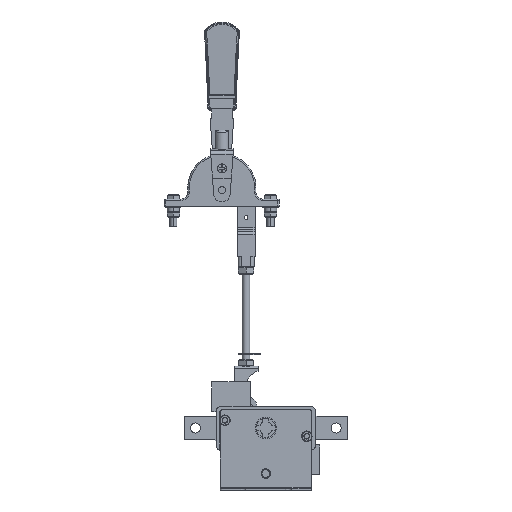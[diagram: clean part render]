
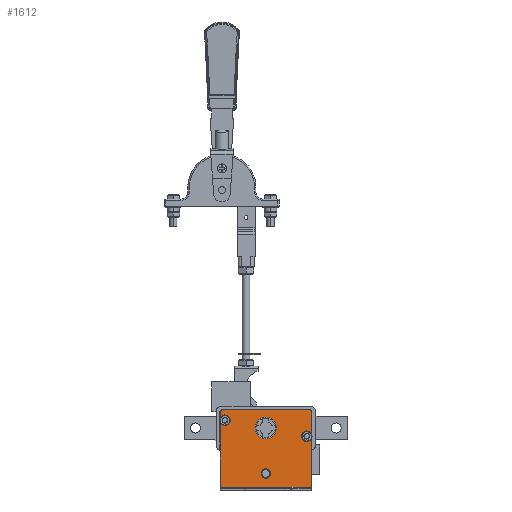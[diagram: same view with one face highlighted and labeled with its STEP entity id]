
A CAD part, left-side view. The second image highlights one B-rep face of the part: STEP entity #1612.
In plain terms, the highlighted planar face has unit normal (-1, 0, 0).
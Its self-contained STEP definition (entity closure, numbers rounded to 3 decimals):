
#102 = EDGE_CURVE ( 'NONE', #31607, #946, #951, .T. ) ;
#448 = DIRECTION ( 'NONE',  ( 0., 1., 0. ) ) ;
#498 = ORIENTED_EDGE ( 'NONE', *, *, #17106, .F. ) ;
#946 = VERTEX_POINT ( 'NONE', #31915 ) ;
#951 = CIRCLE ( 'NONE', #10075, 5.25 ) ;
#1062 = EDGE_LOOP ( 'NONE', ( #1315, #18056 ) ) ;
#1315 = ORIENTED_EDGE ( 'NONE', *, *, #102, .F. ) ;
#1369 = EDGE_LOOP ( 'NONE', ( #35231, #33009 ) ) ;
#1612 = ADVANCED_FACE ( 'NONE', ( #2323, #15121, #5774, #8637, #21605 ), #36861, .F. ) ;
#1760 = VECTOR ( 'NONE', #27245, 1000. ) ;
#2178 = CIRCLE ( 'NONE', #20350, 2. ) ;
#2323 = FACE_BOUND ( 'NONE', #1062, .T. ) ;
#2454 = CARTESIAN_POINT ( 'NONE',  ( -87., 47.3, 76.5 ) ) ;
#2537 = CIRCLE ( 'NONE', #33655, 2.4 ) ;
#2720 = CARTESIAN_POINT ( 'NONE',  ( -87., 49.7, 88. ) ) ;
#3026 = AXIS2_PLACEMENT_3D ( 'NONE', #9813, #18194, #448 ) ;
#3309 = DIRECTION ( 'NONE',  ( 0., -1., 0. ) ) ;
#3854 = VERTEX_POINT ( 'NONE', #16047 ) ;
#4209 = DIRECTION ( 'NONE',  ( 0., -1., 0. ) ) ;
#4750 = CARTESIAN_POINT ( 'NONE',  ( -87., 44.9, 76.5 ) ) ;
#4786 = DIRECTION ( 'NONE',  ( 0., -1., 0. ) ) ;
#4883 = ORIENTED_EDGE ( 'NONE', *, *, #38750, .F. ) ;
#5152 = ORIENTED_EDGE ( 'NONE', *, *, #22943, .T. ) ;
#5210 = VERTEX_POINT ( 'NONE', #32702 ) ;
#5355 = DIRECTION ( 'NONE',  ( -1., 0., 0. ) ) ;
#5472 = CARTESIAN_POINT ( 'NONE',  ( -87., 0., 18. ) ) ;
#5511 = ORIENTED_EDGE ( 'NONE', *, *, #25296, .T. ) ;
#5774 = FACE_BOUND ( 'NONE', #10659, .T. ) ;
#5867 = CIRCLE ( 'NONE', #5892, 2.4 ) ;
#5892 = AXIS2_PLACEMENT_3D ( 'NONE', #20143, #7560, #19942 ) ;
#6010 = CARTESIAN_POINT ( 'NONE',  ( -87., 49.7, 3. ) ) ;
#6286 = CARTESIAN_POINT ( 'NONE',  ( -87., 49.7, 88. ) ) ;
#6699 = CARTESIAN_POINT ( 'NONE',  ( -87., 11.75, 68. ) ) ;
#7379 = ORIENTED_EDGE ( 'NONE', *, *, #15343, .F. ) ;
#7560 = DIRECTION ( 'NONE',  ( -1., 0., 0. ) ) ;
#7938 = VERTEX_POINT ( 'NONE', #31330 ) ;
#8637 = FACE_BOUND ( 'NONE', #1369, .T. ) ;
#9508 = CARTESIAN_POINT ( 'NONE',  ( -87., 42.5, 76.5 ) ) ;
#9807 = VERTEX_POINT ( 'NONE', #17460 ) ;
#9813 = CARTESIAN_POINT ( 'NONE',  ( -87., 47.7, 86. ) ) ;
#9837 = VECTOR ( 'NONE', #10399, 1000. ) ;
#10075 = AXIS2_PLACEMENT_3D ( 'NONE', #5472, #34096, #36548 ) ;
#10359 = VERTEX_POINT ( 'NONE', #6010 ) ;
#10363 = CARTESIAN_POINT ( 'NONE',  ( -87., -47.7, 88. ) ) ;
#10399 = DIRECTION ( 'NONE',  ( 0., -1., 0. ) ) ;
#10659 = EDGE_LOOP ( 'NONE', ( #4883, #38131 ) ) ;
#11024 = AXIS2_PLACEMENT_3D ( 'NONE', #26342, #23289, #4786 ) ;
#11051 = EDGE_CURVE ( 'NONE', #39688, #5210, #30691, .T. ) ;
#11068 = CARTESIAN_POINT ( 'NONE',  ( -87., 0., 68. ) ) ;
#11469 = DIRECTION ( 'NONE',  ( 0., -1., 0. ) ) ;
#11704 = ORIENTED_EDGE ( 'NONE', *, *, #11051, .F. ) ;
#12160 = VERTEX_POINT ( 'NONE', #15318 ) ;
#12235 = CARTESIAN_POINT ( 'NONE',  ( -87., -49.7, 88. ) ) ;
#12999 = DIRECTION ( 'NONE',  ( 0., 0., -1. ) ) ;
#13289 = VECTOR ( 'NONE', #4209, 1000. ) ;
#13377 = CARTESIAN_POINT ( 'NONE',  ( -87., -49.7, 3. ) ) ;
#13889 = CIRCLE ( 'NONE', #25562, 11.75 ) ;
#13902 = VERTEX_POINT ( 'NONE', #6699 ) ;
#14047 = LINE ( 'NONE', #26424, #9837 ) ;
#14640 = EDGE_CURVE ( 'NONE', #18475, #24629, #5867, .T. ) ;
#14882 = EDGE_CURVE ( 'NONE', #12160, #10359, #21511, .T. ) ;
#14898 = ORIENTED_EDGE ( 'NONE', *, *, #18556, .F. ) ;
#15121 = FACE_BOUND ( 'NONE', #32039, .T. ) ;
#15318 = CARTESIAN_POINT ( 'NONE',  ( -87., 49.7, 86. ) ) ;
#15343 = EDGE_CURVE ( 'NONE', #7938, #30656, #14047, .T. ) ;
#15710 = DIRECTION ( 'NONE',  ( -1., 0., 0. ) ) ;
#16047 = CARTESIAN_POINT ( 'NONE',  ( -87., -42.5, 59. ) ) ;
#16948 = VECTOR ( 'NONE', #12999, 1000. ) ;
#16979 = DIRECTION ( 'NONE',  ( -1., 0., 0. ) ) ;
#17064 = CIRCLE ( 'NONE', #39749, 2.4 ) ;
#17106 = EDGE_CURVE ( 'NONE', #3854, #9807, #17064, .T. ) ;
#17227 = CARTESIAN_POINT ( 'NONE',  ( -87., -49.7, 86. ) ) ;
#17454 = CIRCLE ( 'NONE', #39521, 11.75 ) ;
#17460 = CARTESIAN_POINT ( 'NONE',  ( -87., -47.3, 59. ) ) ;
#17747 = EDGE_LOOP ( 'NONE', ( #11704, #5152, #7379, #32814, #23040, #5511 ) ) ;
#18056 = ORIENTED_EDGE ( 'NONE', *, *, #32740, .F. ) ;
#18194 = DIRECTION ( 'NONE',  ( -1., 0., 0. ) ) ;
#18243 = DIRECTION ( 'NONE',  ( -1., 0., 0. ) ) ;
#18353 = DIRECTION ( 'NONE',  ( 0., 1., 0. ) ) ;
#18475 = VERTEX_POINT ( 'NONE', #9508 ) ;
#18556 = EDGE_CURVE ( 'NONE', #9807, #3854, #27295, .T. ) ;
#19942 = DIRECTION ( 'NONE',  ( 0., -1., 0. ) ) ;
#20143 = CARTESIAN_POINT ( 'NONE',  ( -87., 44.9, 76.5 ) ) ;
#20350 = AXIS2_PLACEMENT_3D ( 'NONE', #27071, #29921, #18353 ) ;
#21511 = LINE ( 'NONE', #6286, #16948 ) ;
#21605 = FACE_OUTER_BOUND ( 'NONE', #17747, .T. ) ;
#22798 = CARTESIAN_POINT ( 'NONE',  ( -87., -5.25, 18. ) ) ;
#22943 = EDGE_CURVE ( 'NONE', #39688, #30656, #2178, .T. ) ;
#23040 = ORIENTED_EDGE ( 'NONE', *, *, #14882, .T. ) ;
#23289 = DIRECTION ( 'NONE',  ( -1., 0., 0. ) ) ;
#23435 = DIRECTION ( 'NONE',  ( 0., -1., 0. ) ) ;
#24259 = DIRECTION ( 'NONE',  ( 0., 1., 0. ) ) ;
#24629 = VERTEX_POINT ( 'NONE', #2454 ) ;
#25296 = EDGE_CURVE ( 'NONE', #10359, #5210, #32446, .T. ) ;
#25562 = AXIS2_PLACEMENT_3D ( 'NONE', #11068, #26873, #23435 ) ;
#26342 = CARTESIAN_POINT ( 'NONE',  ( -87., -44.9, 59. ) ) ;
#26424 = CARTESIAN_POINT ( 'NONE',  ( -87., 49.7, 88. ) ) ;
#26873 = DIRECTION ( 'NONE',  ( -1., 0., 0. ) ) ;
#27071 = CARTESIAN_POINT ( 'NONE',  ( -87., -47.7, 86. ) ) ;
#27245 = DIRECTION ( 'NONE',  ( 0., 0., -1. ) ) ;
#27295 = CIRCLE ( 'NONE', #11024, 2.4 ) ;
#27684 = CIRCLE ( 'NONE', #3026, 2. ) ;
#29921 = DIRECTION ( 'NONE',  ( -1., 0., 0. ) ) ;
#29997 = AXIS2_PLACEMENT_3D ( 'NONE', #2720, #30545, #24259 ) ;
#30011 = VERTEX_POINT ( 'NONE', #31515 ) ;
#30398 = EDGE_CURVE ( 'NONE', #13902, #30011, #13889, .T. ) ;
#30545 = DIRECTION ( 'NONE',  ( 1., 0., 0. ) ) ;
#30656 = VERTEX_POINT ( 'NONE', #10363 ) ;
#30691 = LINE ( 'NONE', #12235, #1760 ) ;
#31330 = CARTESIAN_POINT ( 'NONE',  ( -87., 47.7, 88. ) ) ;
#31515 = CARTESIAN_POINT ( 'NONE',  ( -87., -11.75, 68. ) ) ;
#31607 = VERTEX_POINT ( 'NONE', #22798 ) ;
#31915 = CARTESIAN_POINT ( 'NONE',  ( -87., 5.25, 18. ) ) ;
#32039 = EDGE_LOOP ( 'NONE', ( #14898, #498 ) ) ;
#32446 = LINE ( 'NONE', #13377, #13289 ) ;
#32702 = CARTESIAN_POINT ( 'NONE',  ( -87., -49.7, 3. ) ) ;
#32740 = EDGE_CURVE ( 'NONE', #946, #31607, #37293, .T. ) ;
#32744 = AXIS2_PLACEMENT_3D ( 'NONE', #33390, #15710, #3309 ) ;
#32814 = ORIENTED_EDGE ( 'NONE', *, *, #35288, .T. ) ;
#33009 = ORIENTED_EDGE ( 'NONE', *, *, #38596, .F. ) ;
#33256 = CARTESIAN_POINT ( 'NONE',  ( -87., -44.9, 59. ) ) ;
#33390 = CARTESIAN_POINT ( 'NONE',  ( -87., 0., 18. ) ) ;
#33655 = AXIS2_PLACEMENT_3D ( 'NONE', #4750, #16979, #11469 ) ;
#34096 = DIRECTION ( 'NONE',  ( -1., 0., 0. ) ) ;
#35231 = ORIENTED_EDGE ( 'NONE', *, *, #14640, .F. ) ;
#35288 = EDGE_CURVE ( 'NONE', #7938, #12160, #27684, .T. ) ;
#36548 = DIRECTION ( 'NONE',  ( 0., -1., 0. ) ) ;
#36844 = DIRECTION ( 'NONE',  ( 0., -1., 0. ) ) ;
#36861 = PLANE ( 'NONE',  #29997 ) ;
#37293 = CIRCLE ( 'NONE', #32744, 5.25 ) ;
#38131 = ORIENTED_EDGE ( 'NONE', *, *, #30398, .F. ) ;
#38596 = EDGE_CURVE ( 'NONE', #24629, #18475, #2537, .T. ) ;
#38750 = EDGE_CURVE ( 'NONE', #30011, #13902, #17454, .T. ) ;
#39364 = DIRECTION ( 'NONE',  ( 0., -1., 0. ) ) ;
#39521 = AXIS2_PLACEMENT_3D ( 'NONE', #39899, #5355, #36844 ) ;
#39688 = VERTEX_POINT ( 'NONE', #17227 ) ;
#39749 = AXIS2_PLACEMENT_3D ( 'NONE', #33256, #18243, #39364 ) ;
#39899 = CARTESIAN_POINT ( 'NONE',  ( -87., 0., 68. ) ) ;
